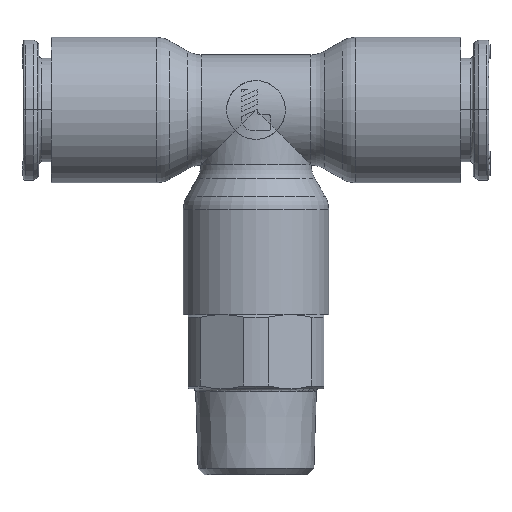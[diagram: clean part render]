
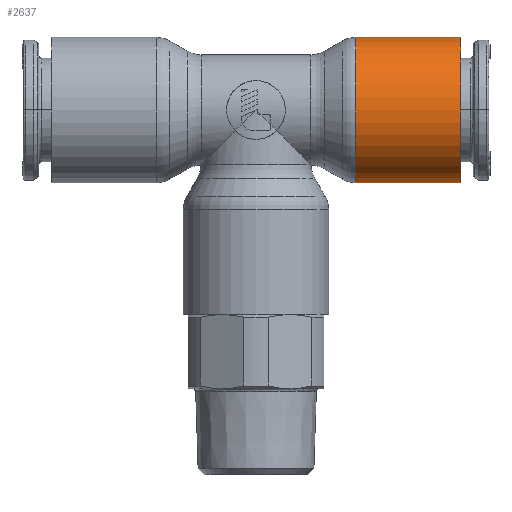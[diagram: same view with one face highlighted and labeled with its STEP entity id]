
A CAD part, top view. The second image highlights one B-rep face of the part: STEP entity #2637.
In plain terms, the highlighted cylindrical face has radius 8.05 mm (diameter 16.1 mm), a partial arc.
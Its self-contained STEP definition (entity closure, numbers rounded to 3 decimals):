
#2637=ADVANCED_FACE('',(#6142),#6143,.T.);
#6142=FACE_OUTER_BOUND('',#12578,.T.);
#6143=CYLINDRICAL_SURFACE('',#12579,8.05);
#12578=EDGE_LOOP('',(#22791,#22792,#22793,#22794));
#12579=AXIS2_PLACEMENT_3D('',#22795,#22796,#22797);
#22791=ORIENTED_EDGE('',*,*,#33100,.T.);
#22792=ORIENTED_EDGE('',*,*,#33498,.T.);
#22793=ORIENTED_EDGE('',*,*,#33101,.T.);
#22794=ORIENTED_EDGE('',*,*,#33499,.T.);
#22795=CARTESIAN_POINT('',(-24.915,0.0,0.0));
#22796=DIRECTION('',(-1.0,-0.0,0.0));
#22797=DIRECTION('',(0.0,-1.0,0.0));
#33100=EDGE_CURVE('',#38521,#39727,#39728,.T.);
#33101=EDGE_CURVE('',#39729,#38524,#39730,.T.);
#33498=EDGE_CURVE('',#39727,#39729,#40322,.T.);
#33499=EDGE_CURVE('',#38524,#38521,#40323,.T.);
#38521=VERTEX_POINT('',#48298);
#38524=VERTEX_POINT('',#48301);
#39727=VERTEX_POINT('',#50665);
#39728=LINE('',#50666,#50667);
#39729=VERTEX_POINT('',#50668);
#39730=LINE('',#50669,#50670);
#40322=CIRCLE('',#51713,8.05);
#40323=CIRCLE('',#51714,8.05);
#48298=CARTESIAN_POINT('',(11.054,-8.05,0.0));
#48301=CARTESIAN_POINT('',(11.054,8.05,0.));
#50665=CARTESIAN_POINT('',(22.65,-8.05,0.0));
#50666=CARTESIAN_POINT('',(16.852,-8.05,0.));
#50667=VECTOR('',#60682,1.0);
#50668=CARTESIAN_POINT('',(22.65,8.05,0.));
#50669=CARTESIAN_POINT('',(16.852,8.05,0.));
#50670=VECTOR('',#60683,1.0);
#51713=AXIS2_PLACEMENT_3D('',#61277,#61278,#61279);
#51714=AXIS2_PLACEMENT_3D('',#61280,#61281,#61282);
#60682=DIRECTION('',(1.0,-0.0,-0.0));
#60683=DIRECTION('',(-1.0,-0.0,-0.0));
#61277=CARTESIAN_POINT('',(22.65,0.0,0.0));
#61278=DIRECTION('',(-1.0,0.0,0.0));
#61279=DIRECTION('',(0.0,1.0,0.0));
#61280=CARTESIAN_POINT('',(11.054,0.0,0.0));
#61281=DIRECTION('',(1.0,0.0,0.0));
#61282=DIRECTION('',(0.0,1.0,0.0));
